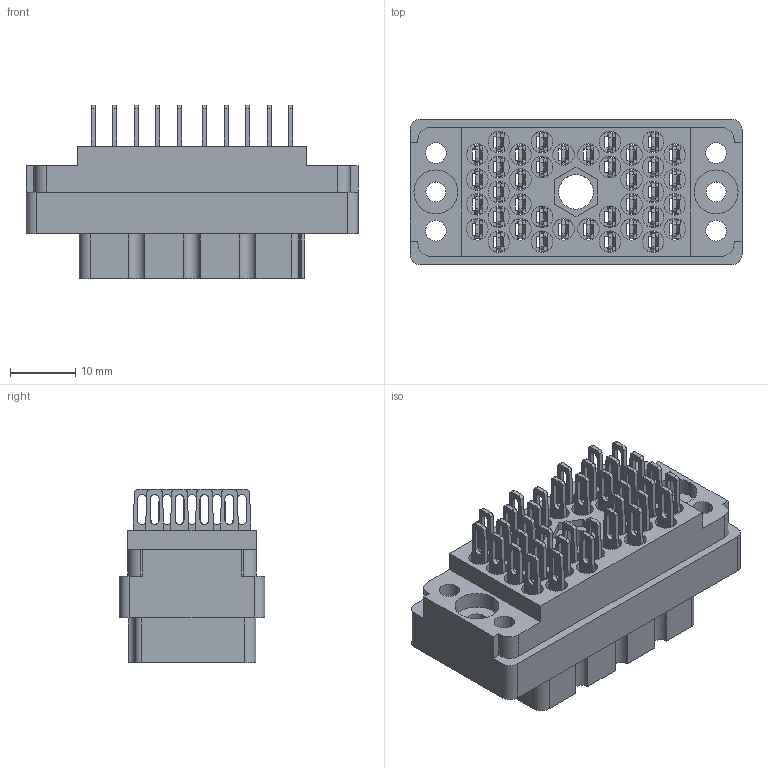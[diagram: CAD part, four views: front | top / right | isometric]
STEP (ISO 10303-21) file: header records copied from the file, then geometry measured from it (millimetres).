
FILE_DESCRIPTION (( 'STEP AP203' ), '1' );
FILE_NAME ('516-038-500-400.STEP', '2020-03-05T12:02:11', ( '' ), ( '' ), 'SwSTEP 2.0', 'SolidWorks 2016', '' );
FILE_SCHEMA (( 'CONFIG_CONTROL_DESIGN' ));
Length unit declared in the file: inch
Products named in the file (3): 516 Part Receptacle_038; 516-038-500-400; 516-292-001_500 Contact
Assembly tree (39 placements, depth 2):
  516-038-500-400
    516 Part Receptacle_038
    516-292-001_500 Contact  x38
Bounding box: 50.8 x 22.25 x 26.49 mm (x, y, z)
Volume: 11987.9 mm3; surface area: 21382.8 mm2
Topology: 39 solids, 39 shells, 3805 faces, 11056 edges, 7344 vertices
Faces by surface type: plane 2271, cylinder 1304, bspline 228, cone 2
Entity records: 34911 total; most frequent: CARTESIAN_POINT 6178, ORIENTED_EDGE 5832, DIRECTION 5695, EDGE_CURVE 2916, VECTOR 2127, LINE 2127, VERTEX_POINT 1942, AXIS2_PLACEMENT_3D 1784
